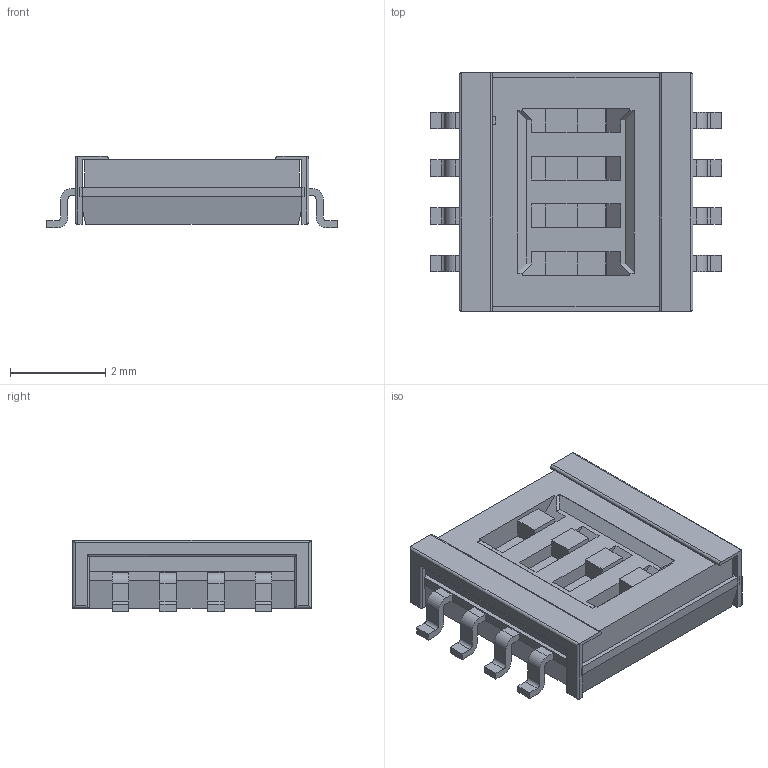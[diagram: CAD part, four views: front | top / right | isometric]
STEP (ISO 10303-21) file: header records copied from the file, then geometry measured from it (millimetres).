
FILE_DESCRIPTION(/* description */ ('model of SW_DIP_SPSTx04_Slide_Copal_CVS-04xB_W5.9mm_P1mm'),/* implementation_level */ '2;1');
FILE_NAME(/* name */ 'SW_DIP_SPSTx04_Slide_Copal_CVS-04xB_W5.9mm_P1mm.step',/* time_stamp */ '2018-12-27T15:12:17',/* author */ ('Terje Io','https://github.com/terjeio'),/* organization */ ('FreeCAD'),/* preprocessor_version */ 'OCC',/* originating_system */ 'kicad StepUp',/* authorisation */ '');
FILE_SCHEMA(('AUTOMOTIVE_DESIGN { 1 0 10303 214 1 1 1 1 }'));
Length unit declared in the file: millimetre
Products named in the file (1): SW_DIP_SPSTx04_Slide_Copal_CVS_04xB_W59mm_P1mm
Bounding box: 6.1 x 5 x 1.5 mm (x, y, z)
Volume: 29.6 mm3; surface area: 100.3 mm2
Topology: 1 solids, 1 shells, 238 faces, 649 edges, 416 vertices
Faces by surface type: plane 180, cylinder 50, bspline 8
Entity records: 5044 total; most frequent: ORIENTED_EDGE 1038, CARTESIAN_POINT 777, EDGE_CURVE 649, LINE 457, VERTEX_POINT 416, AXIS2_PLACEMENT_3D 276, FACE_BOUND 249, EDGE_LOOP 249
